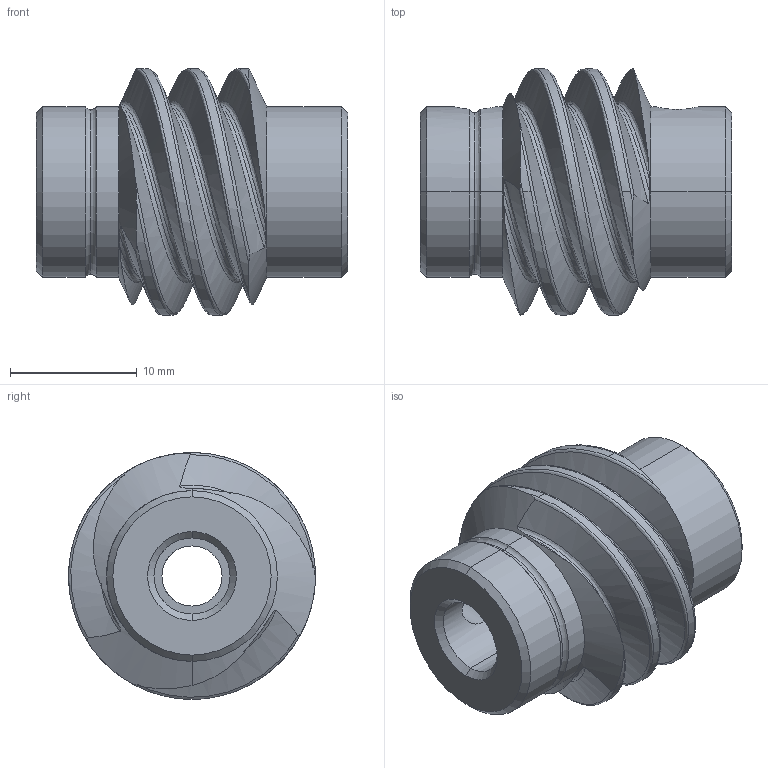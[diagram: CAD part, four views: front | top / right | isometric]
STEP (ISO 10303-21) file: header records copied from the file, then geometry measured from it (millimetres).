
FILE_DESCRIPTION(/* description */ (''),/* implementation_level */ '2;1');
FILE_NAME(/* name */ 'Tetrix_739375_Worm.ipt.stp',/* time_stamp */ '2014-12-18T17:48:21-08:00',/* author */ ('Autodesk Inc.'),/* organization */ ('Autodesk Inc.'),/* preprocessor_version */ 'ST-DEVELOPER v15.6',/* originating_system */ 'Autodesk Inventor 2015',/* authorisation */ '');
FILE_SCHEMA (('AUTOMOTIVE_DESIGN { 1 0 10303 214 3 1 1 }'));
Length unit declared in the file: millimetre
Products named in the file (1): Tetrix_739375_Worm
Bounding box: 24.6 x 19.5 x 19.5 mm (x, y, z)
Volume: 3747.3 mm3; surface area: 2465.9 mm2
Topology: 1 solids, 1 shells, 63 faces, 165 edges, 104 vertices
Faces by surface type: cylinder 21, bspline 21, cone 12, torus 6, plane 3
Entity records: 10320 total; most frequent: CARTESIAN_POINT 8968, ORIENTED_EDGE 330, DIRECTION 202, EDGE_CURVE 165, VERTEX_POINT 104, AXIS2_PLACEMENT_3D 86, B_SPLINE_CURVE_WITH_KNOTS 80, EDGE_LOOP 69
